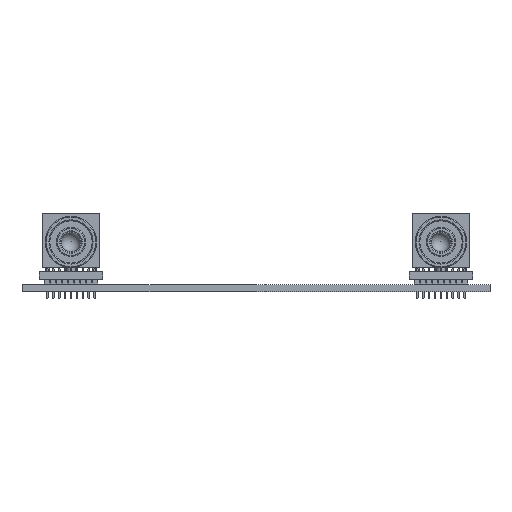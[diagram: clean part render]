
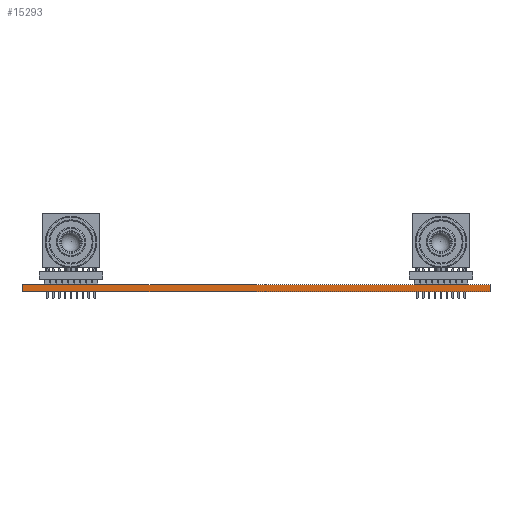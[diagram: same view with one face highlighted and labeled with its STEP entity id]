
A CAD part, front view. The second image highlights one B-rep face of the part: STEP entity #15293.
In plain terms, the highlighted planar face has unit normal (0, -1, 0).
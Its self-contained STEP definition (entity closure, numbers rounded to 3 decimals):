
#15293 = ADVANCED_FACE('',(#15294),#15328,.T.);
#15294 = FACE_BOUND('',#15295,.T.);
#15295 = EDGE_LOOP('',(#15296,#15306,#15314,#15322));
#15296 = ORIENTED_EDGE('',*,*,#15297,.T.);
#15297 = EDGE_CURVE('',#15298,#15300,#15302,.T.);
#15298 = VERTEX_POINT('',#15299);
#15299 = CARTESIAN_POINT('',(49.8,-59.8,0.));
#15300 = VERTEX_POINT('',#15301);
#15301 = CARTESIAN_POINT('',(49.8,-59.8,1.51));
#15302 = LINE('',#15303,#15304);
#15303 = CARTESIAN_POINT('',(49.8,-59.8,0.));
#15304 = VECTOR('',#15305,1.);
#15305 = DIRECTION('',(0.,0.,1.));
#15306 = ORIENTED_EDGE('',*,*,#15307,.T.);
#15307 = EDGE_CURVE('',#15300,#15308,#15310,.T.);
#15308 = VERTEX_POINT('',#15309);
#15309 = CARTESIAN_POINT('',(-49.8,-59.8,1.51));
#15310 = LINE('',#15311,#15312);
#15311 = CARTESIAN_POINT('',(49.8,-59.8,1.51));
#15312 = VECTOR('',#15313,1.);
#15313 = DIRECTION('',(-1.,0.,0.));
#15314 = ORIENTED_EDGE('',*,*,#15315,.F.);
#15315 = EDGE_CURVE('',#15316,#15308,#15318,.T.);
#15316 = VERTEX_POINT('',#15317);
#15317 = CARTESIAN_POINT('',(-49.8,-59.8,0.));
#15318 = LINE('',#15319,#15320);
#15319 = CARTESIAN_POINT('',(-49.8,-59.8,0.));
#15320 = VECTOR('',#15321,1.);
#15321 = DIRECTION('',(0.,0.,1.));
#15322 = ORIENTED_EDGE('',*,*,#15323,.F.);
#15323 = EDGE_CURVE('',#15298,#15316,#15324,.T.);
#15324 = LINE('',#15325,#15326);
#15325 = CARTESIAN_POINT('',(49.8,-59.8,0.));
#15326 = VECTOR('',#15327,1.);
#15327 = DIRECTION('',(-1.,0.,0.));
#15328 = PLANE('',#15329);
#15329 = AXIS2_PLACEMENT_3D('',#15330,#15331,#15332);
#15330 = CARTESIAN_POINT('',(49.8,-59.8,0.));
#15331 = DIRECTION('',(0.,-1.,0.));
#15332 = DIRECTION('',(-1.,0.,0.));
